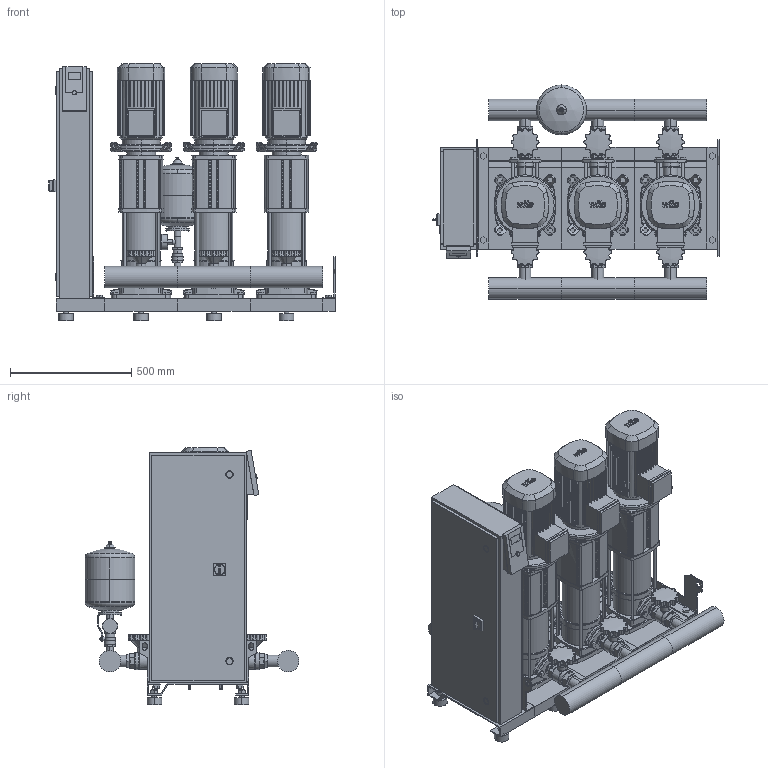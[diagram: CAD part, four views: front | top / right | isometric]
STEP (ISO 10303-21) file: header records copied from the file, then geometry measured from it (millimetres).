
FILE_DESCRIPTION((''),'2;1');
FILE_NAME('3d_SiBoostSmart3HELIXV1605-2536164.stp','2016-01-25T10:33:16',(''),(''),'Mechanical Desktop 2009','Mechanical Desktop 2009',', , ');
FILE_SCHEMA(('CONFIG_CONTROL_DESIGN'));
Length unit declared in the file: millimetre
Products named in the file (1): Product
Bounding box: 1180 x 882.45 x 1062.2 mm (x, y, z)
Volume: 158078909.9 mm3; surface area: 11323735.5 mm2
Topology: 168 solids, 168 shells, 5422 faces, 14068 edges, 9208 vertices
Faces by surface type: plane 2166, bspline 1558, cylinder 1342, cone 234, torus 98, sphere 24
Entity records: 177672 total; most frequent: CARTESIAN_POINT 45770, ORIENTED_EDGE 28104, DIRECTION 25502, EDGE_CURVE 14052, VERTEX_POINT 9204, VECTOR 9006, LINE 9006, AXIS2_PLACEMENT_3D 8248
